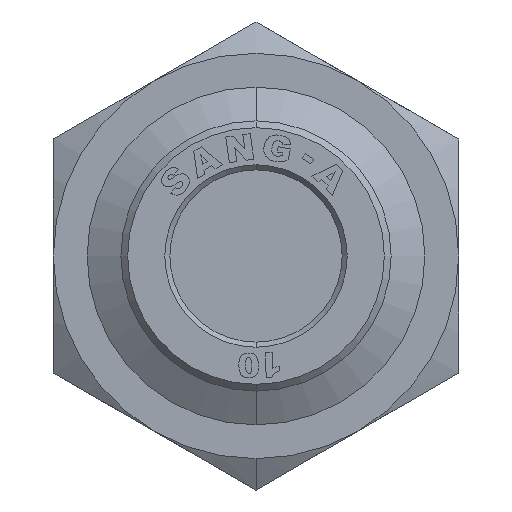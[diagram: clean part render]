
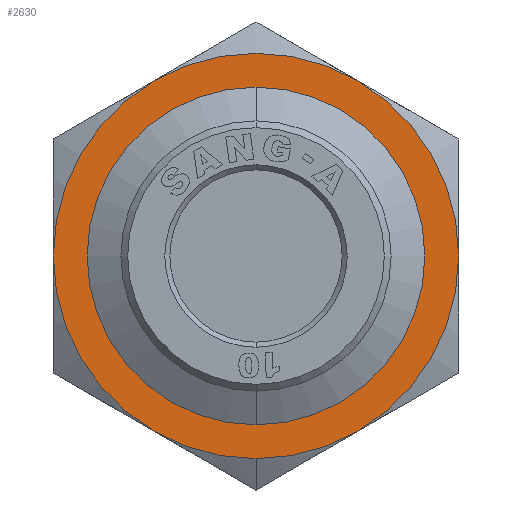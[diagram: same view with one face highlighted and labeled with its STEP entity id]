
A CAD part, left-side view. The second image highlights one B-rep face of the part: STEP entity #2630.
In plain terms, the highlighted face is planar.
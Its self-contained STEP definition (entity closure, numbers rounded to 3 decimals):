
#88 = DIRECTION ( 'NONE',  ( 0., 0., 1. ) ) ;
#538 = DIRECTION ( 'NONE',  ( 1., 0., 0. ) ) ;
#770 = CIRCLE ( 'NONE', #5338, 12. ) ;
#1249 = CARTESIAN_POINT ( 'NONE',  ( 0., -12., -14.7 ) ) ;
#1491 = PLANE ( 'NONE',  #16728 ) ;
#1797 = VERTEX_POINT ( 'NONE', #1249 ) ;
#2325 = ORIENTED_EDGE ( 'NONE', *, *, #10463, .F. ) ;
#2361 = VERTEX_POINT ( 'NONE', #22626 ) ;
#2569 = CARTESIAN_POINT ( 'NONE',  ( 10., 0., -14.7 ) ) ;
#2630 = ADVANCED_FACE ( 'NONE', ( #3635, #26695 ), #1491, .F. ) ;
#3419 = CIRCLE ( 'NONE', #12974, 12. ) ;
#3635 = FACE_BOUND ( 'NONE', #17666, .T. ) ;
#4355 = DIRECTION ( 'NONE',  ( 0., 0., 1. ) ) ;
#4377 = CARTESIAN_POINT ( 'NONE',  ( 0., 0., -14.7 ) ) ;
#4412 = EDGE_LOOP ( 'NONE', ( #6033, #4990, #23811, #17226, #22532, #9109, #2325 ) ) ;
#4483 = DIRECTION ( 'NONE',  ( 1., 0., 0. ) ) ;
#4794 = VERTEX_POINT ( 'NONE', #13900 ) ;
#4990 = ORIENTED_EDGE ( 'NONE', *, *, #25099, .F. ) ;
#5232 = EDGE_CURVE ( 'NONE', #4794, #24669, #6839, .T. ) ;
#5329 = CIRCLE ( 'NONE', #9886, 12. ) ;
#5338 = AXIS2_PLACEMENT_3D ( 'NONE', #19253, #4355, #17785 ) ;
#5397 = ORIENTED_EDGE ( 'NONE', *, *, #6077, .F. ) ;
#5603 = DIRECTION ( 'NONE',  ( 0., 0., -1. ) ) ;
#6033 = ORIENTED_EDGE ( 'NONE', *, *, #5232, .F. ) ;
#6077 = EDGE_CURVE ( 'NONE', #2361, #21527, #19221, .T. ) ;
#6839 = CIRCLE ( 'NONE', #14605, 12. ) ;
#7502 = VERTEX_POINT ( 'NONE', #20666 ) ;
#7606 = DIRECTION ( 'NONE',  ( 0., 0., 1. ) ) ;
#8521 = EDGE_CURVE ( 'NONE', #21527, #2361, #14567, .T. ) ;
#9109 = ORIENTED_EDGE ( 'NONE', *, *, #10338, .F. ) ;
#9798 = DIRECTION ( 'NONE',  ( 1., 0., 0. ) ) ;
#9886 = AXIS2_PLACEMENT_3D ( 'NONE', #4377, #26608, #4483 ) ;
#10338 = EDGE_CURVE ( 'NONE', #7502, #10514, #770, .T. ) ;
#10360 = DIRECTION ( 'NONE',  ( 1., 0., 0. ) ) ;
#10463 = EDGE_CURVE ( 'NONE', #24669, #7502, #11109, .T. ) ;
#10514 = VERTEX_POINT ( 'NONE', #15853 ) ;
#10973 = AXIS2_PLACEMENT_3D ( 'NONE', #16730, #18962, #25361 ) ;
#11109 = CIRCLE ( 'NONE', #24565, 12. ) ;
#11207 = AXIS2_PLACEMENT_3D ( 'NONE', #17320, #19802, #13347 ) ;
#11655 = EDGE_CURVE ( 'NONE', #1797, #12760, #3419, .T. ) ;
#12314 = VERTEX_POINT ( 'NONE', #24885 ) ;
#12760 = VERTEX_POINT ( 'NONE', #24660 ) ;
#12974 = AXIS2_PLACEMENT_3D ( 'NONE', #19751, #13749, #22257 ) ;
#13274 = DIRECTION ( 'NONE',  ( 1., 0., 0. ) ) ;
#13347 = DIRECTION ( 'NONE',  ( 1., 0., 0. ) ) ;
#13624 = EDGE_CURVE ( 'NONE', #10514, #1797, #15741, .T. ) ;
#13643 = AXIS2_PLACEMENT_3D ( 'NONE', #25333, #5603, #18925 ) ;
#13749 = DIRECTION ( 'NONE',  ( 0., 0., 1. ) ) ;
#13900 = CARTESIAN_POINT ( 'NONE',  ( 10.392, 6., -14.7 ) ) ;
#14567 = CIRCLE ( 'NONE', #13643, 10. ) ;
#14605 = AXIS2_PLACEMENT_3D ( 'NONE', #16363, #7606, #9798 ) ;
#15369 = CARTESIAN_POINT ( 'NONE',  ( 0., 0., -14.7 ) ) ;
#15741 = CIRCLE ( 'NONE', #10973, 12. ) ;
#15749 = DIRECTION ( 'NONE',  ( 0., 0., -1. ) ) ;
#15853 = CARTESIAN_POINT ( 'NONE',  ( -10.392, -6., -14.7 ) ) ;
#16363 = CARTESIAN_POINT ( 'NONE',  ( 0., 0., -14.7 ) ) ;
#16728 = AXIS2_PLACEMENT_3D ( 'NONE', #23474, #25725, #10360 ) ;
#16730 = CARTESIAN_POINT ( 'NONE',  ( 0., 0., -14.7 ) ) ;
#17226 = ORIENTED_EDGE ( 'NONE', *, *, #11655, .F. ) ;
#17320 = CARTESIAN_POINT ( 'NONE',  ( 0., 0., -14.7 ) ) ;
#17666 = EDGE_LOOP ( 'NONE', ( #25625, #5397 ) ) ;
#17785 = DIRECTION ( 'NONE',  ( 0., -1., 0. ) ) ;
#18925 = DIRECTION ( 'NONE',  ( 1., 0., 0. ) ) ;
#18962 = DIRECTION ( 'NONE',  ( 0., 0., 1. ) ) ;
#19221 = CIRCLE ( 'NONE', #21676, 10. ) ;
#19253 = CARTESIAN_POINT ( 'NONE',  ( 0., 0., -14.7 ) ) ;
#19751 = CARTESIAN_POINT ( 'NONE',  ( 0., 0., -14.7 ) ) ;
#19802 = DIRECTION ( 'NONE',  ( 0., 0., 1. ) ) ;
#20666 = CARTESIAN_POINT ( 'NONE',  ( -10.392, 6., -14.7 ) ) ;
#21527 = VERTEX_POINT ( 'NONE', #2569 ) ;
#21676 = AXIS2_PLACEMENT_3D ( 'NONE', #22432, #15749, #13274 ) ;
#22257 = DIRECTION ( 'NONE',  ( 1., 0., 0. ) ) ;
#22432 = CARTESIAN_POINT ( 'NONE',  ( 0., 0., -14.7 ) ) ;
#22532 = ORIENTED_EDGE ( 'NONE', *, *, #13624, .F. ) ;
#22626 = CARTESIAN_POINT ( 'NONE',  ( -10., 0., -14.7 ) ) ;
#23474 = CARTESIAN_POINT ( 'NONE',  ( 0., 0., -14.7 ) ) ;
#23811 = ORIENTED_EDGE ( 'NONE', *, *, #24615, .F. ) ;
#24565 = AXIS2_PLACEMENT_3D ( 'NONE', #15369, #88, #538 ) ;
#24615 = EDGE_CURVE ( 'NONE', #12760, #12314, #5329, .T. ) ;
#24660 = CARTESIAN_POINT ( 'NONE',  ( 10.392, -6., -14.7 ) ) ;
#24669 = VERTEX_POINT ( 'NONE', #26523 ) ;
#24885 = CARTESIAN_POINT ( 'NONE',  ( 12., 0., -14.7 ) ) ;
#25099 = EDGE_CURVE ( 'NONE', #12314, #4794, #26991, .T. ) ;
#25333 = CARTESIAN_POINT ( 'NONE',  ( 0., 0., -14.7 ) ) ;
#25361 = DIRECTION ( 'NONE',  ( 1., 0., 0. ) ) ;
#25625 = ORIENTED_EDGE ( 'NONE', *, *, #8521, .F. ) ;
#25725 = DIRECTION ( 'NONE',  ( 0., 0., 1. ) ) ;
#26523 = CARTESIAN_POINT ( 'NONE',  ( 0., 12., -14.7 ) ) ;
#26608 = DIRECTION ( 'NONE',  ( 0., 0., 1. ) ) ;
#26695 = FACE_OUTER_BOUND ( 'NONE', #4412, .T. ) ;
#26991 = CIRCLE ( 'NONE', #11207, 12. ) ;
